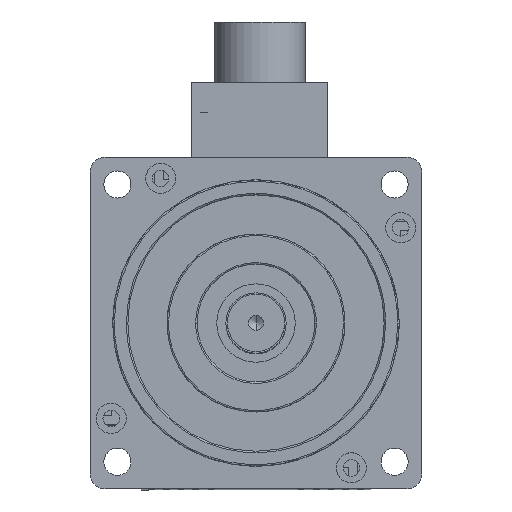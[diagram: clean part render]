
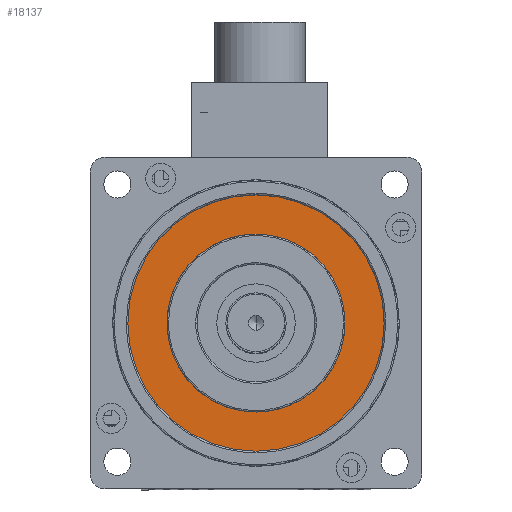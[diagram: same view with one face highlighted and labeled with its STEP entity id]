
A CAD part, top view. The second image highlights one B-rep face of the part: STEP entity #18137.
In plain terms, the highlighted planar face has unit normal (0, 0, 1).
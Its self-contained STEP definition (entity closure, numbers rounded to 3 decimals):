
#994 = DIRECTION ( 'NONE',  ( 0., 0., 1. ) ) ;
#1748 = CIRCLE ( 'NONE', #14816, 42.5 ) ;
#1772 = AXIS2_PLACEMENT_3D ( 'NONE', #2841, #994, #12795 ) ;
#1780 = DIRECTION ( 'NONE',  ( -1., 0., 0. ) ) ;
#1969 = PLANE ( 'NONE',  #16776 ) ;
#2086 = DIRECTION ( 'NONE',  ( -1., 0., 0. ) ) ;
#2117 = DIRECTION ( 'NONE',  ( -1., 0., 0. ) ) ;
#2812 = ORIENTED_EDGE ( 'NONE', *, *, #9416, .F. ) ;
#2841 = CARTESIAN_POINT ( 'NONE',  ( 11.51, -1.169, 184.4 ) ) ;
#3297 = CIRCLE ( 'NONE', #20336, 29.5 ) ;
#3510 = DIRECTION ( 'NONE',  ( 0., 0., 1. ) ) ;
#3695 = FACE_OUTER_BOUND ( 'NONE', #19050, .T. ) ;
#4320 = VERTEX_POINT ( 'NONE', #16151 ) ;
#5686 = DIRECTION ( 'NONE',  ( 0., -1., 0. ) ) ;
#6311 = DIRECTION ( 'NONE',  ( 0., 0., 1. ) ) ;
#6459 = CARTESIAN_POINT ( 'NONE',  ( 54.01, -1.169, 184.4 ) ) ;
#7664 = DIRECTION ( 'NONE',  ( 0., 0., -1. ) ) ;
#8398 = EDGE_LOOP ( 'NONE', ( #2812, #21020 ) ) ;
#8567 = CIRCLE ( 'NONE', #22426, 29.5 ) ;
#9416 = EDGE_CURVE ( 'NONE', #18848, #20127, #3297, .T. ) ;
#9919 = CARTESIAN_POINT ( 'NONE',  ( 11.51, -1.169, 184.4 ) ) ;
#10049 = EDGE_CURVE ( 'NONE', #4320, #20706, #1748, .T. ) ;
#10344 = EDGE_CURVE ( 'NONE', #20706, #4320, #18382, .T. ) ;
#11462 = DIRECTION ( 'NONE',  ( 0., 0., 1. ) ) ;
#12648 = EDGE_CURVE ( 'NONE', #20127, #18848, #8567, .T. ) ;
#12795 = DIRECTION ( 'NONE',  ( -1., 0., 0. ) ) ;
#14816 = AXIS2_PLACEMENT_3D ( 'NONE', #20726, #11462, #2117 ) ;
#14850 = ORIENTED_EDGE ( 'NONE', *, *, #10049, .T. ) ;
#15685 = ORIENTED_EDGE ( 'NONE', *, *, #10344, .T. ) ;
#16151 = CARTESIAN_POINT ( 'NONE',  ( -30.99, -1.169, 184.4 ) ) ;
#16776 = AXIS2_PLACEMENT_3D ( 'NONE', #17199, #7664, #5686 ) ;
#17199 = CARTESIAN_POINT ( 'NONE',  ( -38.49, 48.831, 184.4 ) ) ;
#18137 = ADVANCED_FACE ( 'NONE', ( #3695, #22790 ), #1969, .F. ) ;
#18382 = CIRCLE ( 'NONE', #1772, 42.5 ) ;
#18848 = VERTEX_POINT ( 'NONE', #19889 ) ;
#19050 = EDGE_LOOP ( 'NONE', ( #14850, #15685 ) ) ;
#19889 = CARTESIAN_POINT ( 'NONE',  ( -17.99, -1.169, 184.4 ) ) ;
#20127 = VERTEX_POINT ( 'NONE', #20153 ) ;
#20153 = CARTESIAN_POINT ( 'NONE',  ( 41.01, -1.169, 184.4 ) ) ;
#20336 = AXIS2_PLACEMENT_3D ( 'NONE', #23283, #6311, #2086 ) ;
#20706 = VERTEX_POINT ( 'NONE', #6459 ) ;
#20726 = CARTESIAN_POINT ( 'NONE',  ( 11.51, -1.169, 184.4 ) ) ;
#21020 = ORIENTED_EDGE ( 'NONE', *, *, #12648, .F. ) ;
#22426 = AXIS2_PLACEMENT_3D ( 'NONE', #9919, #3510, #1780 ) ;
#22790 = FACE_BOUND ( 'NONE', #8398, .T. ) ;
#23283 = CARTESIAN_POINT ( 'NONE',  ( 11.51, -1.169, 184.4 ) ) ;
